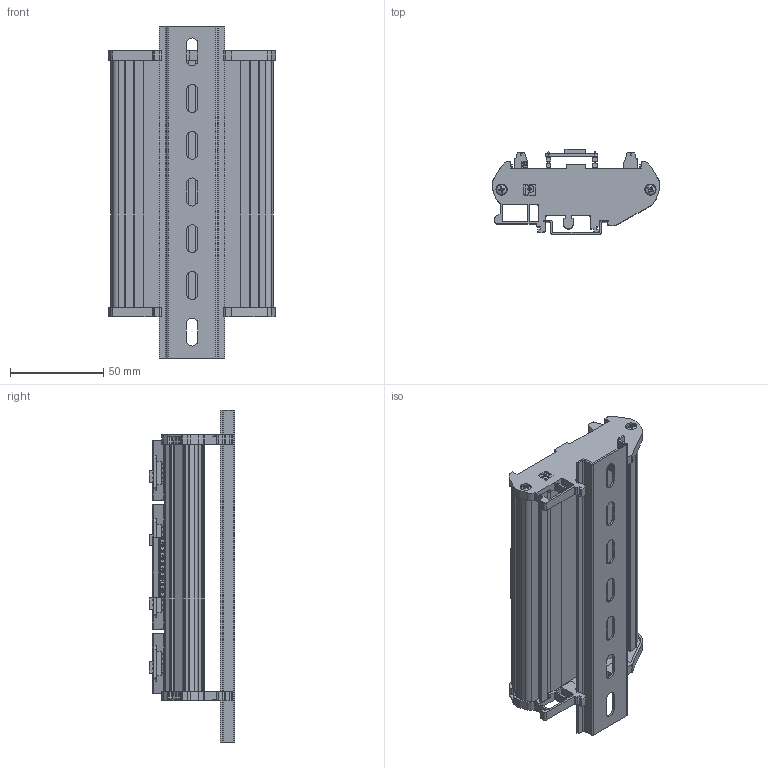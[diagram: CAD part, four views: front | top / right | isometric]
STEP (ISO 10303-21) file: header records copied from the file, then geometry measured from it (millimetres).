
FILE_DESCRIPTION (( 'STEP AP203' ), '1' );
FILE_NAME ('BX assembly.STEP', '2019-05-08T23:33:43', ( '' ), ( '' ), 'SwSTEP 2.0', 'SolidWorks 2017', '' );
FILE_SCHEMA (( 'CONFIG_CONTROL_DESIGN' ));
Length unit declared in the file: millimetre
Products named in the file (17): ZW_05_07_T_S_250_093; pan cross head_ai_CR-PHMS 0.112-40x0.25x0.25-N; 41464-tab; 41461 PCB; 38362-003 DIN rail_38362-003; mkds_1-9-3.5; BX assembly; 1751316_04x; 62006-001; 41463 pcb; 2959340; _ZW_05_07_G_S_250_093bbody_2; 62005-002; _ZW_05_07_G_S_250_093_pins_4; 62006-002; _ZW_05_07_G_S_250_093_top_body_6; 2959353
Assembly tree (27 placements, depth 4):
  BX assembly
    2959340
      62006-001
    62005-002
    2959353
      62006-002
    pan cross head_ai_CR-PHMS 0.112-40x0.25x0.25-N  x4
    41461 PCB
    1751316_04x  x5
      mkds_1-9-3.5
    41464-tab  x4
      41463 pcb
      ZW_05_07_T_S_250_093
        _ZW_05_07_G_S_250_093bbody_2
        _ZW_05_07_G_S_250_093_pins_4
        _ZW_05_07_G_S_250_093_top_body_6
    38362-003 DIN rail_38362-003
Bounding box: 89.6 x 45.68 x 177.8 mm (x, y, z)
Volume: 92647.8 mm3; surface area: 114032.8 mm2
Topology: 42 solids, 42 shells, 4103 faces, 10810 edges, 7086 vertices
Faces by surface type: plane 3102, cylinder 985, torus 8, sphere 8
Entity records: 47871 total; most frequent: CARTESIAN_POINT 8146, ORIENTED_EDGE 7912, DIRECTION 7830, EDGE_CURVE 3956, VECTOR 2934, LINE 2934, VERTEX_POINT 2620, AXIS2_PLACEMENT_3D 2448
